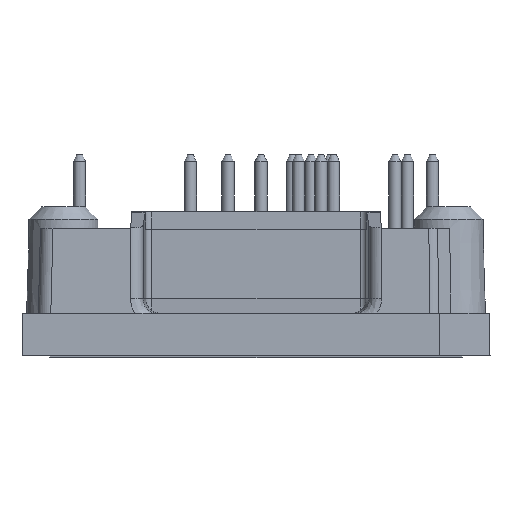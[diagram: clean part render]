
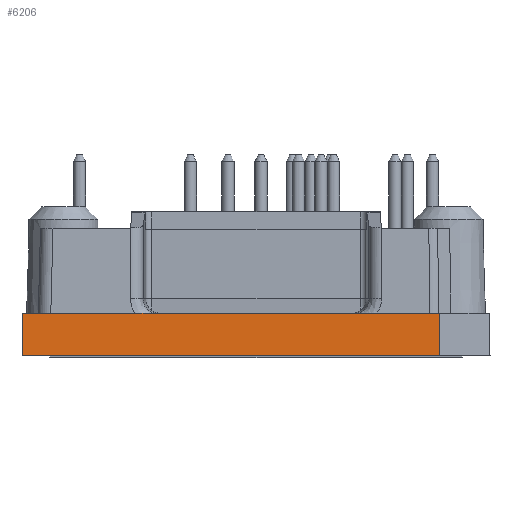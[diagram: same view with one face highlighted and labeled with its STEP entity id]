
A CAD part, left-side view. The second image highlights one B-rep face of the part: STEP entity #6206.
In plain terms, the highlighted planar face has unit normal (-1, 0, 0.018).
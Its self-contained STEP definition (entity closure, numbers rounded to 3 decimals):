
#965=ORIENTED_EDGE('',*,*,#1803,.T.);
#966=ORIENTED_EDGE('',*,*,#1877,.F.);
#967=ORIENTED_EDGE('',*,*,#1878,.T.);
#968=ORIENTED_EDGE('',*,*,#1539,.T.);
#1539=EDGE_CURVE('',#2073,#2077,#2485,.T.);
#1803=EDGE_CURVE('',#2077,#2289,#2634,.T.);
#1877=EDGE_CURVE('',#2342,#2289,#2677,.T.);
#1878=EDGE_CURVE('',#2342,#2073,#2678,.T.);
#2073=VERTEX_POINT('',#8346);
#2077=VERTEX_POINT('',#8354);
#2289=VERTEX_POINT('',#8930);
#2342=VERTEX_POINT('',#9131);
#2485=LINE('',#8355,#2743);
#2634=LINE('',#8932,#2892);
#2677=LINE('',#9130,#2935);
#2678=LINE('',#9132,#2936);
#2743=VECTOR('',#6983,1000.);
#2892=VECTOR('',#7464,1000.);
#2935=VECTOR('',#7617,1000.);
#2936=VECTOR('',#7618,1000.);
#3145=EDGE_LOOP('',(#965,#966,#967,#968));
#3609=FACE_BOUND('',#3145,.T.);
#3977=PLANE('',#6641);
#6206=ADVANCED_FACE('',(#3609),#3977,.T.);
#6641=AXIS2_PLACEMENT_3D('',#9129,#7615,#7616);
#6983=DIRECTION('',(0.,-1.,0.));
#7464=DIRECTION('',(0.017,0.007,1.));
#7615=DIRECTION('',(-1.,0.,0.017));
#7616=DIRECTION('',(0.,1.,0.));
#7617=DIRECTION('',(0.,-1.,0.));
#7618=DIRECTION('',(-0.017,0.017,-1.));
#8346=CARTESIAN_POINT('',(-41.,18.7,0.));
#8354=CARTESIAN_POINT('',(-41.,-14.7,0.));
#8355=CARTESIAN_POINT('',(-41.,0.,0.));
#8930=CARTESIAN_POINT('',(-40.941,-14.675,3.4));
#8932=CARTESIAN_POINT('',(-40.998,-14.699,0.134));
#9129=CARTESIAN_POINT('',(-41.,0.,0.));
#9130=CARTESIAN_POINT('',(-40.941,0.,3.4));
#9131=CARTESIAN_POINT('',(-40.941,18.641,3.4));
#9132=CARTESIAN_POINT('',(-40.994,18.694,0.326));
